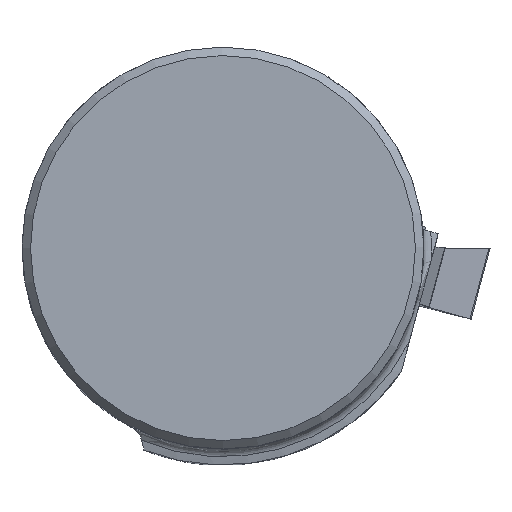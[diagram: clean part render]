
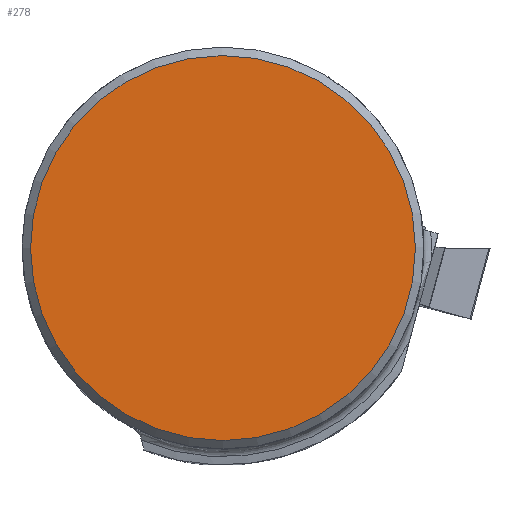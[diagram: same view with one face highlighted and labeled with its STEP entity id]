
A CAD part, top view. The second image highlights one B-rep face of the part: STEP entity #278.
In plain terms, the highlighted planar face has unit normal (0, 0, 1).
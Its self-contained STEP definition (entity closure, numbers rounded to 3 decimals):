
#203=CIRCLE('',#1977,15.325);
#278=ADVANCED_FACE('',(#413),#335,.F.);
#335=PLANE('',#1979);
#413=FACE_OUTER_BOUND('',#508,.T.);
#508=EDGE_LOOP('',(#973));
#973=ORIENTED_EDGE('',*,*,#1434,.T.);
#1199=VERTEX_POINT('',#3267);
#1434=EDGE_CURVE('',#1199,#1199,#203,.T.);
#1977=AXIS2_PLACEMENT_3D('',#3266,#2438,#2439);
#1979=AXIS2_PLACEMENT_3D('',#3269,#2442,#2443);
#2438=DIRECTION('',(0.,0.,1.));
#2439=DIRECTION('',(0.,-1.,0.));
#2442=DIRECTION('',(0.,0.,-1.));
#2443=DIRECTION('',(1.,0.,0.));
#3266=CARTESIAN_POINT('',(0.,0.,0.));
#3267=CARTESIAN_POINT('',(0.,-15.325,0.));
#3269=CARTESIAN_POINT('',(0.,0.,0.));
